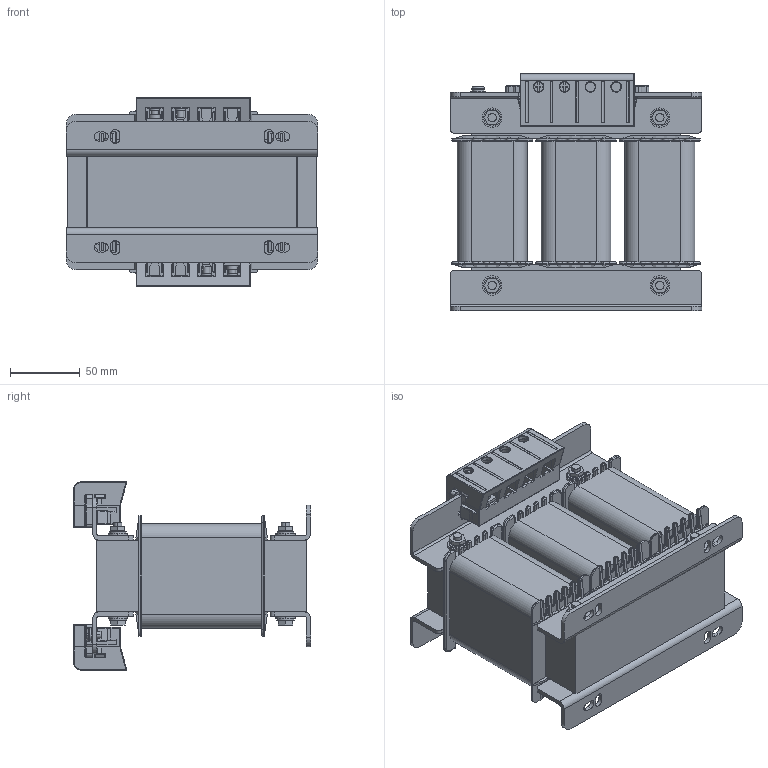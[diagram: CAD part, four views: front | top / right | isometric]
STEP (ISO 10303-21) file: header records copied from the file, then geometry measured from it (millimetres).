
FILE_DESCRIPTION((''),'2;1');
FILE_NAME('SBK-500VA_ASM','2024-09-06T',('Administrator'),(''),'PRO/ENGINEER BY PARAMETRIC TECHNOLOGY CORPORATION, 2008380','PRO/ENGINEER BY PARAMETRIC TECHNOLOGY CORPORATION, 2008380','');
FILE_SCHEMA(('CONFIG_CONTROL_DESIGN'));
Length unit declared in the file: millimetre
Products named in the file (21): PRT0002_1; PRT0001_1; PRT0003_1; SHANGJIAOJIA_1; MANIFOLD_SOLID_BREP_327_1; MANIFOLD_SOLID_BREP_328_1; MANIFOLD_SOLID_BREP_329_1; MANIFOLD_SOLID_BREP_330_1; MANIFOLD_SOLID_BREP_331_1; MANIFOLD_SOLID_BREP_332_1; MANIFOLD_SOLID_BREP_333_1; MANIFOLD_SOLID_BREP_334_1; ADMI1E9C3DA79MFN_ASM_1_ASM; 000_ASM_1_ASM; PRT0005_1; PRT0004_4; PRT0006_1; PRT0007_1; PRT0008_1; ASM0001_ASM_5_ASM; SBK-500VA_ASM
Assembly tree (37 placements, depth 5):
  SBK-500VA_ASM
    ASM0001_ASM_5_ASM
      PRT0002_1
      PRT0001_1  x3
      PRT0003_1  x2
      SHANGJIAOJIA_1
      000_ASM_1_ASM  x2
        ADMI1E9C3DA79MFN_ASM_1_ASM
          MANIFOLD_SOLID_BREP_327_1
          MANIFOLD_SOLID_BREP_328_1
          MANIFOLD_SOLID_BREP_329_1
          MANIFOLD_SOLID_BREP_330_1
          MANIFOLD_SOLID_BREP_331_1
          MANIFOLD_SOLID_BREP_332_1
          MANIFOLD_SOLID_BREP_333_1
          MANIFOLD_SOLID_BREP_334_1
      PRT0005_1  x8
      PRT0004_4
      PRT0006_1
      PRT0007_1  x4
      PRT0008_1  x4
Bounding box: 180 x 169.8 x 134.6 mm (x, y, z)
Volume: 1657637.3 mm3; surface area: 415304 mm2
Topology: 41 solids, 41 shells, 3607 faces, 9732 edges, 6272 vertices
Faces by surface type: plane 2265, cylinder 942, torus 252, bspline 104, cone 32, sphere 12
Entity records: 52586 total; most frequent: CARTESIAN_POINT 10717, ORIENTED_EDGE 8756, DIRECTION 8618, EDGE_CURVE 4378, VECTOR 3062, LINE 3062, VERTEX_POINT 2834, AXIS2_PLACEMENT_3D 2778
